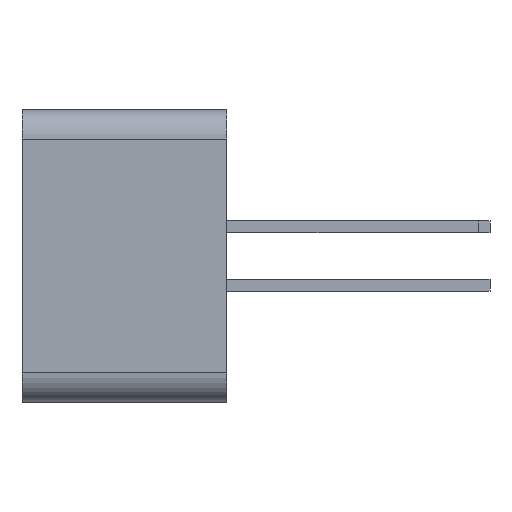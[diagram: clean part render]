
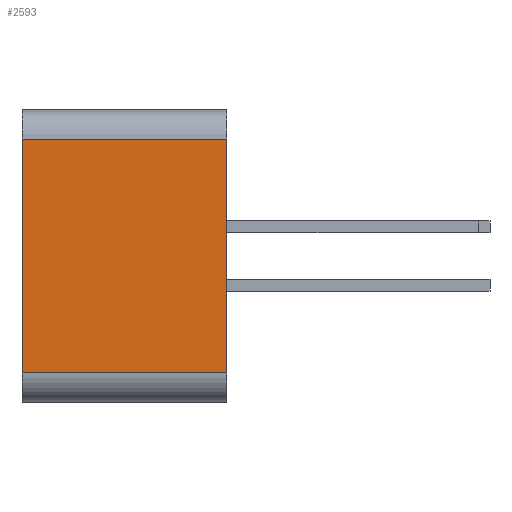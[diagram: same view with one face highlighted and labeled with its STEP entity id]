
A CAD part, left-side view. The second image highlights one B-rep face of the part: STEP entity #2593.
In plain terms, the highlighted planar face has unit normal (-1, 0, 0).
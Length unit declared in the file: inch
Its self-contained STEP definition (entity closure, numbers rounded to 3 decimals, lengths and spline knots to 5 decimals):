
#29 = CARTESIAN_POINT ( 'NONE',  ( -0.765, 0., -0.45 ) ) ;
#46 = CARTESIAN_POINT ( 'NONE',  ( -0.765, 0., -0.5 ) ) ;
#122 = DIRECTION ( 'NONE',  ( 0., -1., 0. ) ) ;
#131 = CARTESIAN_POINT ( 'NONE',  ( -0.765, 0.35, -0.5 ) ) ;
#240 = EDGE_CURVE ( 'NONE', #1519, #734, #2350, .T. ) ;
#245 = EDGE_CURVE ( 'NONE', #1340, #2456, #413, .T. ) ;
#410 = AXIS2_PLACEMENT_3D ( 'NONE', #131, #801, #2133 ) ;
#413 = LINE ( 'NONE', #2555, #2234 ) ;
#679 = EDGE_CURVE ( 'NONE', #734, #1340, #866, .T. ) ;
#734 = VERTEX_POINT ( 'NONE', #29 ) ;
#792 = EDGE_CURVE ( 'NONE', #1519, #2456, #2695, .T. ) ;
#801 = DIRECTION ( 'NONE',  ( -1., 0., 0. ) ) ;
#866 = LINE ( 'NONE', #46, #1688 ) ;
#1148 = VECTOR ( 'NONE', #122, 39.37008 ) ;
#1340 = VERTEX_POINT ( 'NONE', #2502 ) ;
#1394 = CARTESIAN_POINT ( 'NONE',  ( -0.765, 0.35, -0.45 ) ) ;
#1510 = VECTOR ( 'NONE', #1689, 39.37008 ) ;
#1519 = VERTEX_POINT ( 'NONE', #1394 ) ;
#1656 = CARTESIAN_POINT ( 'NONE',  ( -0.765, 0., -0.45 ) ) ;
#1688 = VECTOR ( 'NONE', #2060, 39.37008 ) ;
#1689 = DIRECTION ( 'NONE',  ( 0., 0., 1. ) ) ;
#1741 = EDGE_LOOP ( 'NONE', ( #2672, #1932, #2885, #2572 ) ) ;
#1889 = CARTESIAN_POINT ( 'NONE',  ( -0.765, 0.35, -0.05 ) ) ;
#1932 = ORIENTED_EDGE ( 'NONE', *, *, #245, .T. ) ;
#2060 = DIRECTION ( 'NONE',  ( 0., 0., 1. ) ) ;
#2101 = PLANE ( 'NONE',  #410 ) ;
#2133 = DIRECTION ( 'NONE',  ( 0., 0., 1. ) ) ;
#2234 = VECTOR ( 'NONE', #2578, 39.37008 ) ;
#2350 = LINE ( 'NONE', #1656, #1148 ) ;
#2456 = VERTEX_POINT ( 'NONE', #1889 ) ;
#2502 = CARTESIAN_POINT ( 'NONE',  ( -0.765, 0., -0.05 ) ) ;
#2540 = CARTESIAN_POINT ( 'NONE',  ( -0.765, 0.35, -0.5 ) ) ;
#2555 = CARTESIAN_POINT ( 'NONE',  ( -0.765, 0.35, -0.05 ) ) ;
#2572 = ORIENTED_EDGE ( 'NONE', *, *, #240, .T. ) ;
#2578 = DIRECTION ( 'NONE',  ( 0., 1., 0. ) ) ;
#2593 = ADVANCED_FACE ( 'NONE', ( #2682 ), #2101, .T. ) ;
#2672 = ORIENTED_EDGE ( 'NONE', *, *, #679, .T. ) ;
#2682 = FACE_OUTER_BOUND ( 'NONE', #1741, .T. ) ;
#2695 = LINE ( 'NONE', #2540, #1510 ) ;
#2885 = ORIENTED_EDGE ( 'NONE', *, *, #792, .F. ) ;
